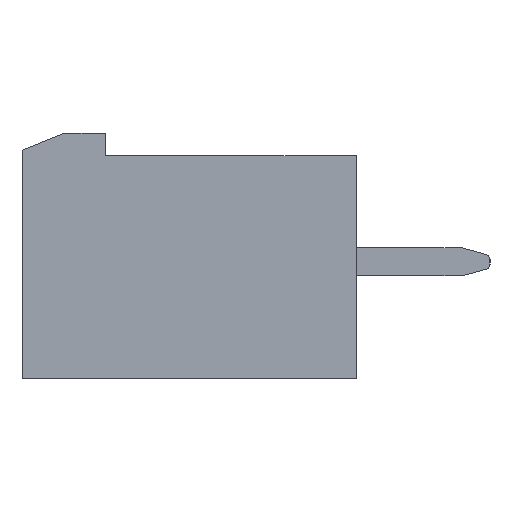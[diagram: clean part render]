
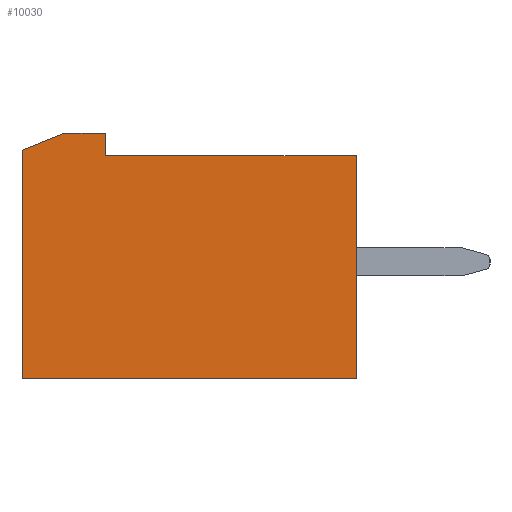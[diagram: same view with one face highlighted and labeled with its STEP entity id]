
A CAD part, left-side view. The second image highlights one B-rep face of the part: STEP entity #10030.
In plain terms, the highlighted planar face has unit normal (-1, 0, 0).
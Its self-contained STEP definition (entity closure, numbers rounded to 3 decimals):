
#20 = VECTOR ( 'NONE', #67, 1000. ) ;
#31 = CARTESIAN_POINT ( 'NONE',  ( -0.705, 9.01, 0. ) ) ;
#34 = LINE ( 'NONE', #404, #20 ) ;
#67 = DIRECTION ( 'NONE',  ( 0., 0., 1. ) ) ;
#404 = CARTESIAN_POINT ( 'NONE',  ( -0.705, 9.01, 0. ) ) ;
#487 = EDGE_CURVE ( 'NONE', #12917, #4230, #11503, .T. ) ;
#599 = EDGE_CURVE ( 'NONE', #4077, #6161, #11337, .T. ) ;
#917 = DIRECTION ( 'NONE',  ( -1., 0., 0. ) ) ;
#1646 = CARTESIAN_POINT ( 'NONE',  ( -0.705, 12., 0.2 ) ) ;
#2457 = VECTOR ( 'NONE', #7126, 1000. ) ;
#2497 = CARTESIAN_POINT ( 'NONE',  ( -0.705, 10.5, 0.8 ) ) ;
#2585 = LINE ( 'NONE', #10575, #2457 ) ;
#2879 = CARTESIAN_POINT ( 'NONE',  ( -0.705, 12., -8. ) ) ;
#2928 = CARTESIAN_POINT ( 'NONE',  ( -0.705, 0., -8. ) ) ;
#2972 = DIRECTION ( 'NONE',  ( 0., -1., 0. ) ) ;
#3224 = VECTOR ( 'NONE', #6168, 1000. ) ;
#3227 = EDGE_LOOP ( 'NONE', ( #8170, #8183, #8208, #8223, #8337, #8533, #8596 ) ) ;
#3346 = EDGE_CURVE ( 'NONE', #5515, #12917, #2585, .T. ) ;
#3622 = CARTESIAN_POINT ( 'NONE',  ( -0.705, 0., 0. ) ) ;
#3679 = DIRECTION ( 'NONE',  ( 0., 0.928, -0.371 ) ) ;
#3682 = CARTESIAN_POINT ( 'NONE',  ( -0.705, 10.5, 0.8 ) ) ;
#3700 = DIRECTION ( 'NONE',  ( 0., 0., -1. ) ) ;
#4077 = VERTEX_POINT ( 'NONE', #3622 ) ;
#4230 = VERTEX_POINT ( 'NONE', #1646 ) ;
#4333 = EDGE_CURVE ( 'NONE', #6161, #5515, #34, .T. ) ;
#5515 = VERTEX_POINT ( 'NONE', #12905 ) ;
#5551 = CARTESIAN_POINT ( 'NONE',  ( -0.705, 12., 0.2 ) ) ;
#6161 = VERTEX_POINT ( 'NONE', #31 ) ;
#6168 = DIRECTION ( 'NONE',  ( 0., 0., 1. ) ) ;
#6436 = VERTEX_POINT ( 'NONE', #12656 ) ;
#6656 = LINE ( 'NONE', #8294, #3224 ) ;
#6678 = AXIS2_PLACEMENT_3D ( 'NONE', #10156, #917, #8197 ) ;
#6697 = EDGE_CURVE ( 'NONE', #4230, #6436, #12502, .T. ) ;
#7126 = DIRECTION ( 'NONE',  ( 0., 1., 0. ) ) ;
#7451 = EDGE_CURVE ( 'NONE', #6436, #9548, #12321, .T. ) ;
#7933 = EDGE_CURVE ( 'NONE', #9548, #4077, #6656, .T. ) ;
#8170 = ORIENTED_EDGE ( 'NONE', *, *, #7451, .T. ) ;
#8183 = ORIENTED_EDGE ( 'NONE', *, *, #7933, .T. ) ;
#8197 = DIRECTION ( 'NONE',  ( 0., 0., 1. ) ) ;
#8208 = ORIENTED_EDGE ( 'NONE', *, *, #599, .T. ) ;
#8223 = ORIENTED_EDGE ( 'NONE', *, *, #4333, .T. ) ;
#8294 = CARTESIAN_POINT ( 'NONE',  ( -0.705, 0., -8. ) ) ;
#8337 = ORIENTED_EDGE ( 'NONE', *, *, #3346, .T. ) ;
#8533 = ORIENTED_EDGE ( 'NONE', *, *, #487, .T. ) ;
#8565 = DIRECTION ( 'NONE',  ( 0., 1., 0. ) ) ;
#8596 = ORIENTED_EDGE ( 'NONE', *, *, #6697, .T. ) ;
#8652 = CARTESIAN_POINT ( 'NONE',  ( -0.705, 0., 0. ) ) ;
#9548 = VERTEX_POINT ( 'NONE', #2928 ) ;
#9700 = VECTOR ( 'NONE', #2972, 1000. ) ;
#9801 = FACE_OUTER_BOUND ( 'NONE', #3227, .T. ) ;
#9908 = VECTOR ( 'NONE', #3700, 1000. ) ;
#10030 = ADVANCED_FACE ( 'NONE', ( #9801 ), #10193, .T. ) ;
#10156 = CARTESIAN_POINT ( 'NONE',  ( -0.705, 0., 0. ) ) ;
#10193 = PLANE ( 'NONE',  #6678 ) ;
#10575 = CARTESIAN_POINT ( 'NONE',  ( -0.705, 9.01, 0.8 ) ) ;
#11204 = VECTOR ( 'NONE', #8565, 1000. ) ;
#11337 = LINE ( 'NONE', #8652, #11204 ) ;
#11491 = VECTOR ( 'NONE', #3679, 1000. ) ;
#11503 = LINE ( 'NONE', #2497, #11491 ) ;
#12321 = LINE ( 'NONE', #2879, #9700 ) ;
#12502 = LINE ( 'NONE', #5551, #9908 ) ;
#12656 = CARTESIAN_POINT ( 'NONE',  ( -0.705, 12., -8. ) ) ;
#12905 = CARTESIAN_POINT ( 'NONE',  ( -0.705, 9.01, 0.8 ) ) ;
#12917 = VERTEX_POINT ( 'NONE', #3682 ) ;
